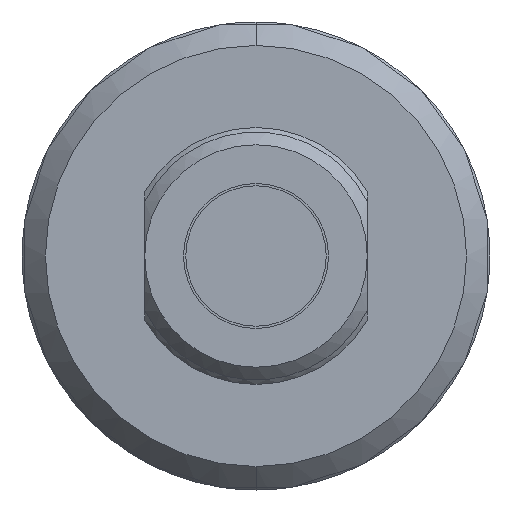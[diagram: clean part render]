
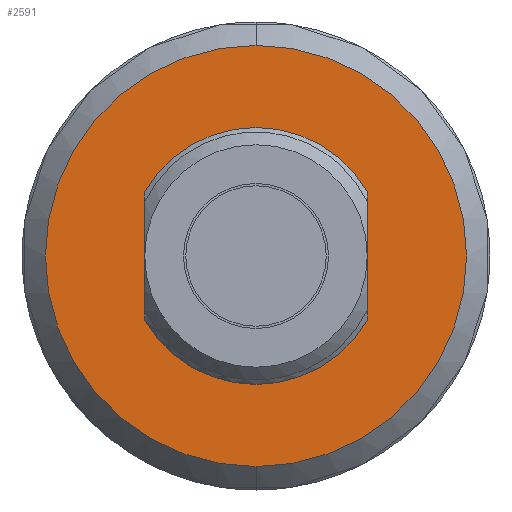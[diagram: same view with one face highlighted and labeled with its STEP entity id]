
A CAD part, front view. The second image highlights one B-rep face of the part: STEP entity #2591.
In plain terms, the highlighted planar face has unit normal (0, -1, 0).
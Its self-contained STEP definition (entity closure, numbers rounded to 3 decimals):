
#69=CARTESIAN_POINT('',(0.,0.1,0.));
#70=DIRECTION('',(0.,1.,0.));
#71=DIRECTION('',(0.897,0.,-0.442));
#72=AXIS2_PLACEMENT_3D('',#69,#70,#71);
#78=CARTESIAN_POINT('',(0.,0.1,0.));
#79=DIRECTION('',(0.,1.,0.));
#80=DIRECTION('',(-0.897,0.,0.442));
#81=AXIS2_PLACEMENT_3D('',#78,#79,#80);
#373=DIRECTION('',(0.,0.,-1.));
#374=VECTOR('',#373,2.342);
#375=CARTESIAN_POINT('',(2.377,0.1,1.171));
#376=LINE('',#375,#374);
#377=DIRECTION('',(0.,0.,1.));
#378=VECTOR('',#377,2.342);
#379=CARTESIAN_POINT('',(-2.377,0.1,-1.171));
#380=LINE('',#379,#378);
#381=CARTESIAN_POINT('',(0.,0.1,0.));
#382=DIRECTION('',(0.,1.,0.));
#383=DIRECTION('',(0.,0.,-1.));
#384=AXIS2_PLACEMENT_3D('',#381,#382,#383);
#390=CARTESIAN_POINT('',(0.,0.1,0.));
#391=DIRECTION('',(0.,-1.,0.));
#392=DIRECTION('',(0.,0.,-1.));
#393=AXIS2_PLACEMENT_3D('',#390,#391,#392);
#1962=CARTESIAN_POINT('',(0.,0.1,-4.5));
#1964=VERTEX_POINT('',#1962);
#1966=CARTESIAN_POINT('',(0.,0.1,4.5));
#1968=VERTEX_POINT('',#1966);
#2080=CARTESIAN_POINT('',(-2.377,0.1,1.171));
#2081=CARTESIAN_POINT('',(2.377,0.1,1.171));
#2082=VERTEX_POINT('',#2080);
#2083=VERTEX_POINT('',#2081);
#2084=CARTESIAN_POINT('',(2.377,0.1,-1.171));
#2085=CARTESIAN_POINT('',(-2.377,0.1,-1.171));
#2086=VERTEX_POINT('',#2084);
#2087=VERTEX_POINT('',#2085);
#2574=CARTESIAN_POINT('',(0.,0.1,0.));
#2575=DIRECTION('',(0.,1.,0.));
#2576=DIRECTION('',(0.,0.,-1.));
#2577=AXIS2_PLACEMENT_3D('',#2574,#2575,#2576);
#2578=PLANE('',#2577);
#2580=ORIENTED_EDGE('',*,*,#2579,.T.);
#2582=ORIENTED_EDGE('',*,*,#2581,.F.);
#2583=EDGE_LOOP('',(#2580,#2582));
#2584=FACE_OUTER_BOUND('',#2583,.F.);
#2585=ORIENTED_EDGE('',*,*,#2238,.F.);
#2586=ORIENTED_EDGE('',*,*,#2431,.F.);
#2587=ORIENTED_EDGE('',*,*,#2250,.F.);
#2588=ORIENTED_EDGE('',*,*,#2480,.F.);
#2589=EDGE_LOOP('',(#2585,#2586,#2587,#2588));
#2590=FACE_BOUND('',#2589,.F.);
#73=CIRCLE('',#72,2.65);
#82=CIRCLE('',#81,2.65);
#385=CIRCLE('',#384,4.5);
#394=CIRCLE('',#393,4.5);
#2238=EDGE_CURVE('',#2086,#2087,#73,.T.);
#2250=EDGE_CURVE('',#2082,#2083,#82,.T.);
#2431=EDGE_CURVE('',#2083,#2086,#376,.T.);
#2480=EDGE_CURVE('',#2087,#2082,#380,.T.);
#2579=EDGE_CURVE('',#1964,#1968,#385,.T.);
#2581=EDGE_CURVE('',#1964,#1968,#394,.T.);
#2591=ADVANCED_FACE('',(#2584,#2590),#2578,.F.);
